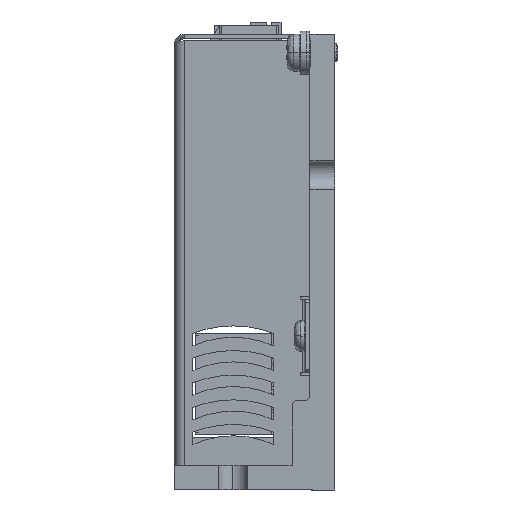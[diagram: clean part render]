
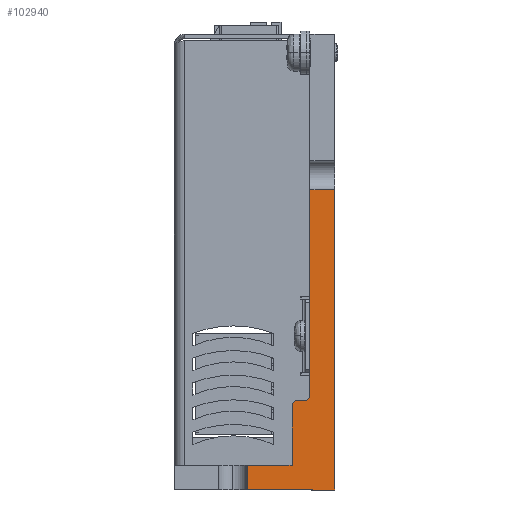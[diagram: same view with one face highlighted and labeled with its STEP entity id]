
A CAD part, left-side view. The second image highlights one B-rep face of the part: STEP entity #102940.
In plain terms, the highlighted planar face has unit normal (-1, 0, 0).
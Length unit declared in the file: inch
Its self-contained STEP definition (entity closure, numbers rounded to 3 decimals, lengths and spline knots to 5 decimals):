
#2301 = DIRECTION ( 'NONE',  ( 0., -0.707, 0.707 ) ) ;
#3271 = CARTESIAN_POINT ( 'NONE',  ( -2.43644, -0.15748, -1.6795 ) ) ;
#3939 = VERTEX_POINT ( 'NONE', #56490 ) ;
#5463 = VERTEX_POINT ( 'NONE', #77797 ) ;
#5954 = CARTESIAN_POINT ( 'NONE',  ( -2.43644, 0.39961, -1.6795 ) ) ;
#6268 = CARTESIAN_POINT ( 'NONE',  ( -2.43644, -0.15748, 0.2398 ) ) ;
#7991 = CARTESIAN_POINT ( 'NONE',  ( -2.43644, -0.15748, 1.23389 ) ) ;
#8247 = VECTOR ( 'NONE', #24175, 39.37008 ) ;
#9273 = ORIENTED_EDGE ( 'NONE', *, *, #19397, .F. ) ;
#11536 = VERTEX_POINT ( 'NONE', #26799 ) ;
#12406 = VECTOR ( 'NONE', #94330, 39.37008 ) ;
#13957 = CARTESIAN_POINT ( 'NONE',  ( -2.43644, -0.15748, -1.6795 ) ) ;
#14051 = EDGE_CURVE ( 'NONE', #102762, #74674, #47819, .T. ) ;
#16613 = EDGE_LOOP ( 'NONE', ( #9273, #21416, #90938, #88413, #84466, #26881, #53718, #47481, #84663, #73792 ) ) ;
#17696 = VERTEX_POINT ( 'NONE', #5954 ) ;
#17842 = CARTESIAN_POINT ( 'NONE',  ( -2.43644, 0., -1.6795 ) ) ;
#19397 = EDGE_CURVE ( 'NONE', #5463, #102762, #106404, .T. ) ;
#20695 = LINE ( 'NONE', #22378, #97295 ) ;
#21416 = ORIENTED_EDGE ( 'NONE', *, *, #109790, .F. ) ;
#21978 = EDGE_CURVE ( 'NONE', #11536, #26443, #32727, .T. ) ;
#22378 = CARTESIAN_POINT ( 'NONE',  ( -2.43644, 0.10433, -1.11847 ) ) ;
#22530 = VECTOR ( 'NONE', #86929, 39.37008 ) ;
#23951 = CARTESIAN_POINT ( 'NONE',  ( -2.43644, 0., 0.2398 ) ) ;
#24175 = DIRECTION ( 'NONE',  ( 0., -1., 0. ) ) ;
#24494 = CARTESIAN_POINT ( 'NONE',  ( -2.43644, 0.11417, -1.52202 ) ) ;
#24861 = VERTEX_POINT ( 'NONE', #112606 ) ;
#25942 = EDGE_CURVE ( 'NONE', #74674, #105758, #49729, .T. ) ;
#26443 = VERTEX_POINT ( 'NONE', #24494 ) ;
#26799 = CARTESIAN_POINT ( 'NONE',  ( -2.43644, 0.39961, -1.52202 ) ) ;
#26881 = ORIENTED_EDGE ( 'NONE', *, *, #21978, .F. ) ;
#27458 = CARTESIAN_POINT ( 'NONE',  ( -2.43644, -0.15748, -1.6795 ) ) ;
#32337 = CARTESIAN_POINT ( 'NONE',  ( -2.43644, -0.15748, -1.10863 ) ) ;
#32692 = LINE ( 'NONE', #76720, #52153 ) ;
#32727 = LINE ( 'NONE', #67590, #8247 ) ;
#35158 = VERTEX_POINT ( 'NONE', #94648 ) ;
#44037 = LINE ( 'NONE', #27458, #22530 ) ;
#45568 = PLANE ( 'NONE',  #60265 ) ;
#46146 = DIRECTION ( 'NONE',  ( 0., -1., 0. ) ) ;
#47322 = LINE ( 'NONE', #89098, #49538 ) ;
#47481 = ORIENTED_EDGE ( 'NONE', *, *, #96597, .F. ) ;
#47819 = LINE ( 'NONE', #71886, #100869 ) ;
#47892 = EDGE_CURVE ( 'NONE', #26443, #35158, #47322, .T. ) ;
#48615 = DIRECTION ( 'NONE',  ( 0., -0.707, 0.707 ) ) ;
#49172 = EDGE_CURVE ( 'NONE', #35158, #3939, #20695, .T. ) ;
#49538 = VECTOR ( 'NONE', #108538, 39.37008 ) ;
#49729 = LINE ( 'NONE', #7991, #12406 ) ;
#52153 = VECTOR ( 'NONE', #94429, 39.37008 ) ;
#53718 = ORIENTED_EDGE ( 'NONE', *, *, #84351, .F. ) ;
#53793 = EDGE_CURVE ( 'NONE', #3939, #24861, #75222, .T. ) ;
#54356 = DIRECTION ( 'NONE',  ( 0., 0., 1. ) ) ;
#56490 = CARTESIAN_POINT ( 'NONE',  ( -2.43644, 0.09449, -1.10863 ) ) ;
#60265 = AXIS2_PLACEMENT_3D ( 'NONE', #13957, #98162, #74540 ) ;
#62756 = FACE_OUTER_BOUND ( 'NONE', #16613, .T. ) ;
#67590 = CARTESIAN_POINT ( 'NONE',  ( -2.43644, -0.15748, -1.52202 ) ) ;
#71479 = CARTESIAN_POINT ( 'NONE',  ( -2.43644, 0.00984, -1.09879 ) ) ;
#71886 = CARTESIAN_POINT ( 'NONE',  ( -2.43644, -0.15748, 0.2398 ) ) ;
#73792 = ORIENTED_EDGE ( 'NONE', *, *, #14051, .F. ) ;
#74540 = DIRECTION ( 'NONE',  ( 0., 0., -1. ) ) ;
#74674 = VERTEX_POINT ( 'NONE', #6268 ) ;
#75222 = LINE ( 'NONE', #32337, #103937 ) ;
#76720 = CARTESIAN_POINT ( 'NONE',  ( -2.43644, 0.39961, -1.6795 ) ) ;
#77797 = CARTESIAN_POINT ( 'NONE',  ( -2.43644, 0., -1.08894 ) ) ;
#79425 = VECTOR ( 'NONE', #2301, 39.37008 ) ;
#84351 = EDGE_CURVE ( 'NONE', #17696, #11536, #32692, .T. ) ;
#84466 = ORIENTED_EDGE ( 'NONE', *, *, #47892, .F. ) ;
#84663 = ORIENTED_EDGE ( 'NONE', *, *, #25942, .F. ) ;
#86929 = DIRECTION ( 'NONE',  ( 0., 1., 0. ) ) ;
#88413 = ORIENTED_EDGE ( 'NONE', *, *, #49172, .F. ) ;
#89098 = CARTESIAN_POINT ( 'NONE',  ( -2.43644, 0.11417, -1.6795 ) ) ;
#90938 = ORIENTED_EDGE ( 'NONE', *, *, #53793, .F. ) ;
#94330 = DIRECTION ( 'NONE',  ( 0., 0., -1. ) ) ;
#94429 = DIRECTION ( 'NONE',  ( 0., 0., 1. ) ) ;
#94648 = CARTESIAN_POINT ( 'NONE',  ( -2.43644, 0.11417, -1.12831 ) ) ;
#96597 = EDGE_CURVE ( 'NONE', #105758, #17696, #44037, .T. ) ;
#97295 = VECTOR ( 'NONE', #48615, 39.37008 ) ;
#98162 = DIRECTION ( 'NONE',  ( 1., 0., 0. ) ) ;
#100869 = VECTOR ( 'NONE', #46146, 39.37008 ) ;
#100966 = DIRECTION ( 'NONE',  ( 0., -1., 0. ) ) ;
#102762 = VERTEX_POINT ( 'NONE', #23951 ) ;
#102940 = ADVANCED_FACE ( 'NONE', ( #62756 ), #45568, .F. ) ;
#103937 = VECTOR ( 'NONE', #100966, 39.37008 ) ;
#105758 = VERTEX_POINT ( 'NONE', #3271 ) ;
#106404 = LINE ( 'NONE', #17842, #107567 ) ;
#107567 = VECTOR ( 'NONE', #54356, 39.37008 ) ;
#108063 = LINE ( 'NONE', #71479, #79425 ) ;
#108538 = DIRECTION ( 'NONE',  ( 0., 0., 1. ) ) ;
#109790 = EDGE_CURVE ( 'NONE', #24861, #5463, #108063, .T. ) ;
#112606 = CARTESIAN_POINT ( 'NONE',  ( -2.43644, 0.01969, -1.10863 ) ) ;
